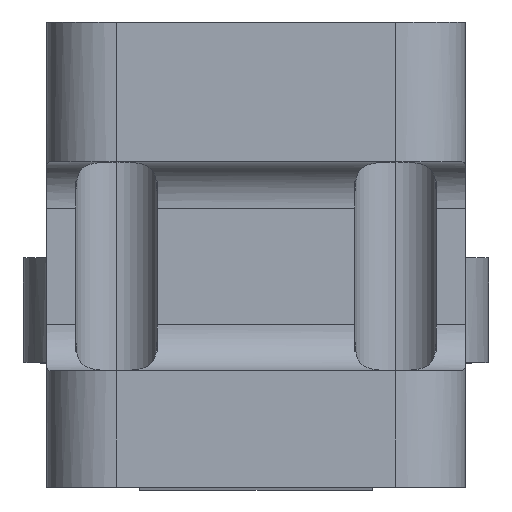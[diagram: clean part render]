
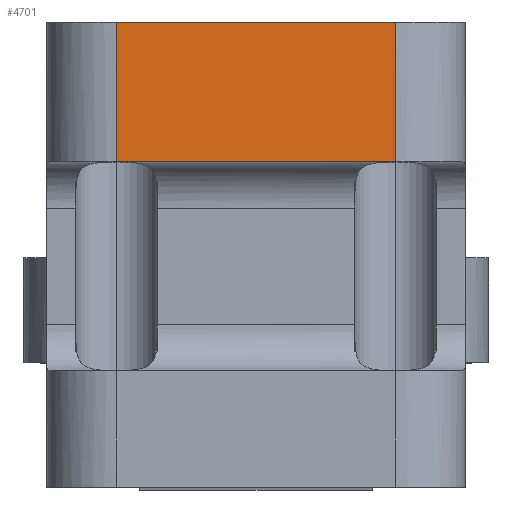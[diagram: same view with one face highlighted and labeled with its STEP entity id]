
A CAD part, top view. The second image highlights one B-rep face of the part: STEP entity #4701.
In plain terms, the highlighted planar face has unit normal (0, 0, 1).
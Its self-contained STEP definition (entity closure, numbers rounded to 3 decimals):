
#24 = DIRECTION ( 'NONE',  ( -1., 0., 0. ) ) ;
#359 = CARTESIAN_POINT ( 'NONE',  ( -6., 10., 4. ) ) ;
#407 = VERTEX_POINT ( 'NONE', #5197 ) ;
#762 = DIRECTION ( 'NONE',  ( 1., 0., 0. ) ) ;
#911 = DIRECTION ( 'NONE',  ( 0., -1., 0. ) ) ;
#1104 = CARTESIAN_POINT ( 'NONE',  ( -6., 20., 4. ) ) ;
#1296 = CARTESIAN_POINT ( 'NONE',  ( 6., 20., 4. ) ) ;
#1581 = LINE ( 'NONE', #2479, #4134 ) ;
#1638 = EDGE_CURVE ( 'NONE', #407, #2740, #5494, .T. ) ;
#1721 = DIRECTION ( 'NONE',  ( 0., 0., -1. ) ) ;
#1873 = ORIENTED_EDGE ( 'NONE', *, *, #1638, .F. ) ;
#1986 = EDGE_CURVE ( 'NONE', #2740, #4062, #4820, .T. ) ;
#2144 = FACE_OUTER_BOUND ( 'NONE', #5611, .T. ) ;
#2210 = VECTOR ( 'NONE', #3732, 1000. ) ;
#2251 = CARTESIAN_POINT ( 'NONE',  ( -6., 14., 4. ) ) ;
#2448 = ORIENTED_EDGE ( 'NONE', *, *, #1986, .F. ) ;
#2479 = CARTESIAN_POINT ( 'NONE',  ( 10., 14., 4. ) ) ;
#2740 = VERTEX_POINT ( 'NONE', #1296 ) ;
#2829 = VECTOR ( 'NONE', #911, 1000. ) ;
#3333 = LINE ( 'NONE', #359, #2210 ) ;
#3382 = EDGE_CURVE ( 'NONE', #407, #5457, #3333, .T. ) ;
#3591 = CARTESIAN_POINT ( 'NONE',  ( 6., 10., 4. ) ) ;
#3732 = DIRECTION ( 'NONE',  ( 0., -1., 0. ) ) ;
#4062 = VERTEX_POINT ( 'NONE', #5217 ) ;
#4134 = VECTOR ( 'NONE', #4255, 1000. ) ;
#4255 = DIRECTION ( 'NONE',  ( -1., 0., 0. ) ) ;
#4315 = AXIS2_PLACEMENT_3D ( 'NONE', #5634, #1721, #24 ) ;
#4339 = ORIENTED_EDGE ( 'NONE', *, *, #4560, .F. ) ;
#4560 = EDGE_CURVE ( 'NONE', #4062, #5457, #1581, .T. ) ;
#4701 = ADVANCED_FACE ( 'NONE', ( #2144 ), #4778, .F. ) ;
#4778 = PLANE ( 'NONE',  #4315 ) ;
#4820 = LINE ( 'NONE', #3591, #2829 ) ;
#5197 = CARTESIAN_POINT ( 'NONE',  ( -6., 20., 4. ) ) ;
#5211 = ORIENTED_EDGE ( 'NONE', *, *, #3382, .T. ) ;
#5217 = CARTESIAN_POINT ( 'NONE',  ( 6., 14., 4. ) ) ;
#5457 = VERTEX_POINT ( 'NONE', #2251 ) ;
#5494 = LINE ( 'NONE', #1104, #5569 ) ;
#5569 = VECTOR ( 'NONE', #762, 1000. ) ;
#5611 = EDGE_LOOP ( 'NONE', ( #5211, #4339, #2448, #1873 ) ) ;
#5634 = CARTESIAN_POINT ( 'NONE',  ( -6., 10., 4. ) ) ;
